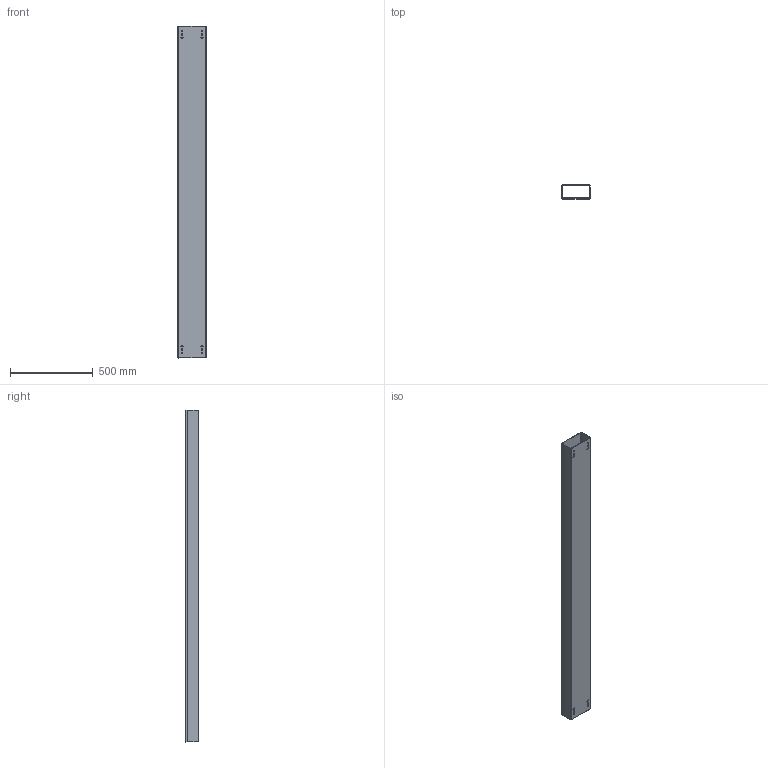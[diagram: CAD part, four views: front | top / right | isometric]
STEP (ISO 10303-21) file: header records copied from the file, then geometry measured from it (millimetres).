
FILE_DESCRIPTION((''),'2;1');
FILE_NAME('6026184_ASM','2012-10-25T',('AndreasKeweloh'),(''),'PRO/ENGINEER BY PARAMETRIC TECHNOLOGY CORPORATION, 2012230','PRO/ENGINEER BY PARAMETRIC TECHNOLOGY CORPORATION, 2012230','');
FILE_SCHEMA(('CONFIG_CONTROL_DESIGN'));
Length unit declared in the file: millimetre
Products named in the file (3): 6026184_DECKEL; 6026184_UNTERTEIL; 6026184_ASM
Assembly tree (2 placements, depth 2):
  6026184_ASM
    6026184_DECKEL
    6026184_UNTERTEIL
Bounding box: 170.3 x 80.9 x 2000 mm (x, y, z)
Volume: 2617949.1 mm3; surface area: 2094695.7 mm2
Topology: 2 solids, 2 shells, 114 faces, 330 edges, 220 vertices
Faces by surface type: plane 64, cylinder 50
Entity records: 3910 total; most frequent: CARTESIAN_POINT 669, DIRECTION 668, ORIENTED_EDGE 660, EDGE_CURVE 330, VECTOR 230, LINE 230, VERTEX_POINT 220, AXIS2_PLACEMENT_3D 219
